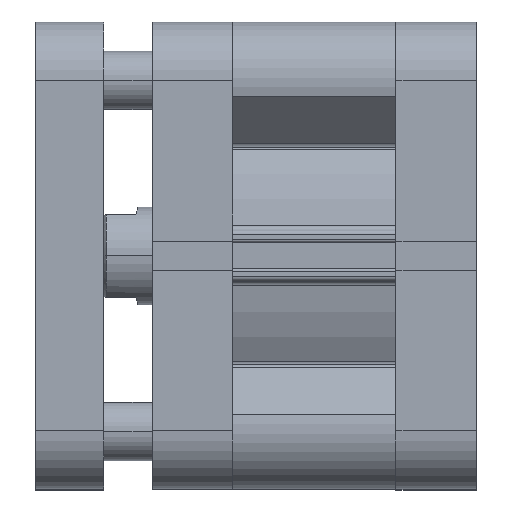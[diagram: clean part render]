
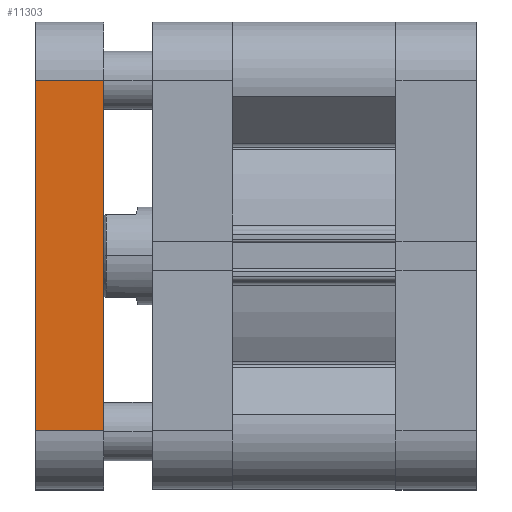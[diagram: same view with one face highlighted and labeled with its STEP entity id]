
A CAD part, top view. The second image highlights one B-rep face of the part: STEP entity #11303.
In plain terms, the highlighted face is planar.
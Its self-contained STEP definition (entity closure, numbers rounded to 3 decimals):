
#780 = ORIENTED_EDGE ( 'NONE', *, *, #5588, .T. ) ;
#782 = ORIENTED_EDGE ( 'NONE', *, *, #5361, .T. ) ;
#784 = ORIENTED_EDGE ( 'NONE', *, *, #5228, .T. ) ;
#785 = ORIENTED_EDGE ( 'NONE', *, *, #5413, .T. ) ;
#996 = EDGE_LOOP ( 'NONE', ( #780, #782, #784, #785 ) ) ;
#1343 = AXIS2_PLACEMENT_3D ( 'NONE', #3834, #3840, #3841 ) ;
#2064 = CARTESIAN_POINT ( 'NONE',  ( 21., 36., -48. ) ) ;
#2079 = CARTESIAN_POINT ( 'NONE',  ( 7., 36., -48. ) ) ;
#2098 = CARTESIAN_POINT ( 'NONE',  ( 21., -36., -48. ) ) ;
#2106 = CARTESIAN_POINT ( 'NONE',  ( 7., -36., -48. ) ) ;
#3380 = FACE_OUTER_BOUND ( 'NONE', #996, .T. ) ;
#3831 = PLANE ( 'NONE',  #1343 ) ;
#3834 = CARTESIAN_POINT ( 'NONE',  ( -60.882, 0., -48. ) ) ;
#3840 = DIRECTION ( 'NONE',  ( 0., 0., 1. ) ) ;
#3841 = DIRECTION ( 'NONE',  ( 1., 0., 0. ) ) ;
#5228 = EDGE_CURVE ( 'NONE', #10045, #10018, #7781, .T. ) ;
#5361 = EDGE_CURVE ( 'NONE', #10037, #10045, #7998, .T. ) ;
#5413 = EDGE_CURVE ( 'NONE', #10018, #10003, #8080, .T. ) ;
#5588 = EDGE_CURVE ( 'NONE', #10003, #10037, #8368, .T. ) ;
#7781 = LINE ( 'NONE', #8775, #7795 ) ;
#7795 = VECTOR ( 'NONE', #8784, 1000. ) ;
#7998 = LINE ( 'NONE', #9113, #7999 ) ;
#7999 = VECTOR ( 'NONE', #9114, 1000. ) ;
#8080 = LINE ( 'NONE', #9230, #8087 ) ;
#8087 = VECTOR ( 'NONE', #9233, 1000. ) ;
#8368 = LINE ( 'NONE', #9640, #8369 ) ;
#8369 = VECTOR ( 'NONE', #9641, 1000. ) ;
#8775 = CARTESIAN_POINT ( 'NONE',  ( 7., 0., -48. ) ) ;
#8784 = DIRECTION ( 'NONE',  ( 0., 1., 0. ) ) ;
#9113 = CARTESIAN_POINT ( 'NONE',  ( 7., -36., -48. ) ) ;
#9114 = DIRECTION ( 'NONE',  ( -1., 0., 0. ) ) ;
#9230 = CARTESIAN_POINT ( 'NONE',  ( -60.882, 36., -48. ) ) ;
#9233 = DIRECTION ( 'NONE',  ( 1., 0., 0. ) ) ;
#9640 = CARTESIAN_POINT ( 'NONE',  ( 21., 0., -48. ) ) ;
#9641 = DIRECTION ( 'NONE',  ( 0., -1., 0. ) ) ;
#10003 = VERTEX_POINT ( 'NONE', #2064 ) ;
#10018 = VERTEX_POINT ( 'NONE', #2079 ) ;
#10037 = VERTEX_POINT ( 'NONE', #2098 ) ;
#10045 = VERTEX_POINT ( 'NONE', #2106 ) ;
#11303 = ADVANCED_FACE ( 'NONE', ( #3380 ), #3831, .F. ) ;
